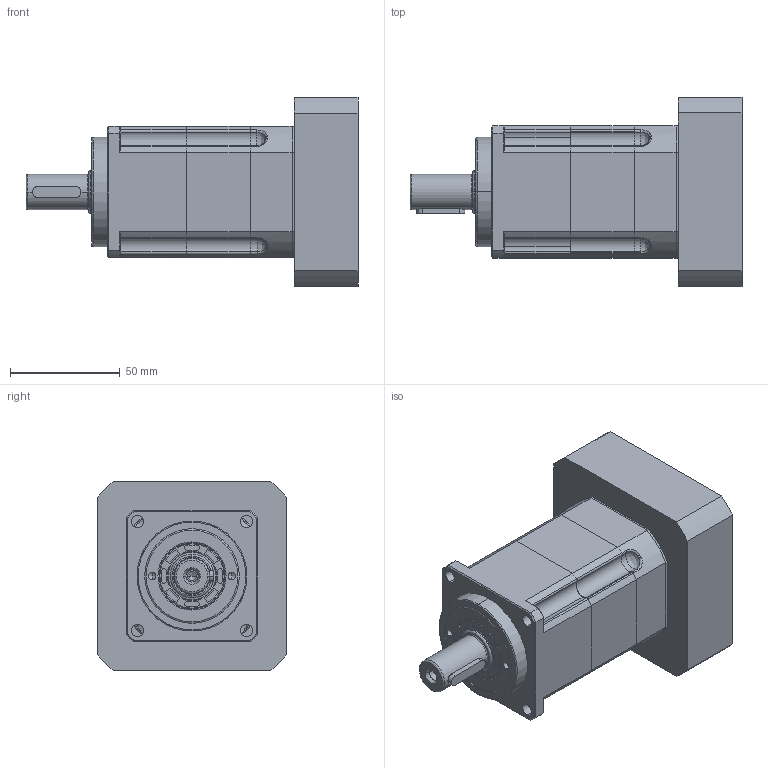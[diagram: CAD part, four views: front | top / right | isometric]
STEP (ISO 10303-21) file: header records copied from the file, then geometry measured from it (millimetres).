
FILE_DESCRIPTION (( 'STEP AP203' ), '1' );
FILE_NAME ('FAB060M1-L2-16-80-100-M6.STEP', '2021-05-25T01:37:33', ( '微软用户' ), ( '微软中国' ), 'SwSTEP 2.0', 'SolidWorks 2016', '' );
FILE_SCHEMA (( 'CONFIG_CONTROL_DESIGN' ));
Length unit declared in the file: millimetre
Products named in the file (14): FAB060D输出内齿圈壳体; FAB060D隅弇覃淕杶; 5-输入端壳体FAB060M1; FAB060D怀堤俴陎殤1_2; 输入太阳齿轮060M1-19; 蚐猾20304_2; 坶踡遠23-43.5-12(1); A倰す瑩5-22_2; 输入法兰FAB060M1-80X30XM6; hex socket set screws with cone point gb_GB_FASTENER_SCREWS_HSCP M10X10-N_2; 输入调整套19-16; M4-16; FAB060M1-L2-16-80-100-M6; FAB060D-Z108一级内齿圈_1
Assembly tree (18 placements, depth 2):
  FAB060M1-L2-16-80-100-M6
    FAB060D怀堤俴陎殤1_2
    蚐猾20304_2
    A倰す瑩5-22_2
    hex socket set screws with cone point gb_GB_FASTENER_SCREWS_HSCP M10X10-N_2
    M4-16  x6
    FAB060D-Z108一级内齿圈_1
    FAB060D输出内齿圈壳体
    FAB060D隅弇覃淕杶
    5-输入端壳体FAB060M1
    输入太阳齿轮060M1-19
    坶踡遠23-43.5-12(1)
    输入法兰FAB060M1-80X30XM6
    输入调整套19-16
Bounding box: 151 x 86 x 86 mm (x, y, z)
Volume: 419449.5 mm3; surface area: 103849.3 mm2
Topology: 19 solids, 23 shells, 802 faces, 1947 edges, 1204 vertices
Faces by surface type: cylinder 295, plane 285, cone 141, bspline 71, torus 10
Entity records: 26792 total; most frequent: CARTESIAN_POINT 9258, DIRECTION 3453, ORIENTED_EDGE 3256, EDGE_CURVE 1628, AXIS2_PLACEMENT_3D 1379, VERTEX_POINT 1039, EDGE_LOOP 769, CIRCLE 742
